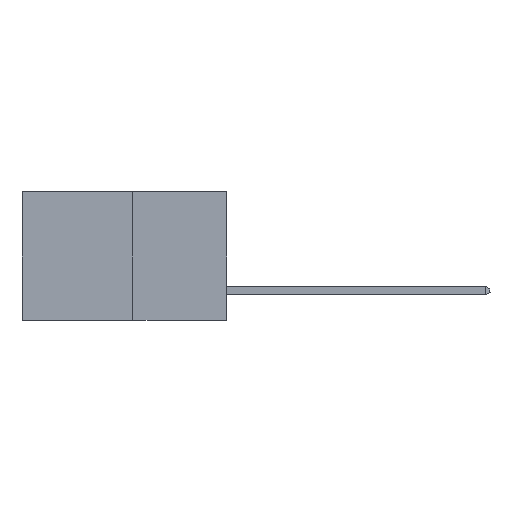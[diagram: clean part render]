
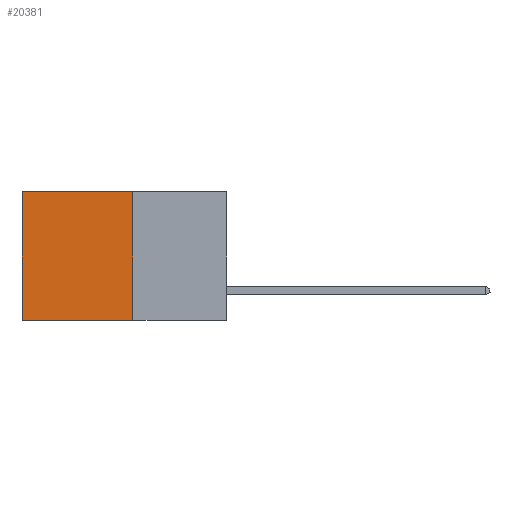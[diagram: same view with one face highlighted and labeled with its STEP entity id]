
A CAD part, left-side view. The second image highlights one B-rep face of the part: STEP entity #20381.
In plain terms, the highlighted planar face has unit normal (-1, 0, 0).
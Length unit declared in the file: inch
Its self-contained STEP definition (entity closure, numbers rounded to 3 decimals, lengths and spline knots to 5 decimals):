
#562 = FACE_OUTER_BOUND ( 'NONE', #7644, .T. ) ;
#2627 = DIRECTION ( 'NONE',  ( 0., 1., 0. ) ) ;
#3916 = CARTESIAN_POINT ( 'NONE',  ( 0.277, 0.27, 0. ) ) ;
#6245 = CARTESIAN_POINT ( 'NONE',  ( 0.277, 0.27, 0. ) ) ;
#7486 = EDGE_CURVE ( 'NONE', #21211, #13985, #25651, .T. ) ;
#7644 = EDGE_LOOP ( 'NONE', ( #24425, #11850, #14021, #11333 ) ) ;
#8605 = DIRECTION ( 'NONE',  ( 0., 0., -1. ) ) ;
#8793 = VERTEX_POINT ( 'NONE', #21888 ) ;
#9299 = LINE ( 'NONE', #23403, #25230 ) ;
#10264 = PLANE ( 'NONE',  #13685 ) ;
#11333 = ORIENTED_EDGE ( 'NONE', *, *, #7486, .T. ) ;
#11646 = EDGE_CURVE ( 'NONE', #21211, #8793, #9299, .T. ) ;
#11850 = ORIENTED_EDGE ( 'NONE', *, *, #12020, .F. ) ;
#12020 = EDGE_CURVE ( 'NONE', #8793, #17979, #27128, .T. ) ;
#12226 = VECTOR ( 'NONE', #8605, 39.37008 ) ;
#12407 = DIRECTION ( 'NONE',  ( 1., 0., 0. ) ) ;
#13094 = DIRECTION ( 'NONE',  ( 0., 0., -1. ) ) ;
#13426 = EDGE_CURVE ( 'NONE', #13985, #17979, #17065, .T. ) ;
#13685 = AXIS2_PLACEMENT_3D ( 'NONE', #20537, #12407, #26809 ) ;
#13985 = VERTEX_POINT ( 'NONE', #23108 ) ;
#14021 = ORIENTED_EDGE ( 'NONE', *, *, #11646, .F. ) ;
#15695 = CARTESIAN_POINT ( 'NONE',  ( 0.277, 0.59, -0.37 ) ) ;
#16185 = VECTOR ( 'NONE', #22661, 39.37008 ) ;
#17065 = LINE ( 'NONE', #21162, #12226 ) ;
#17979 = VERTEX_POINT ( 'NONE', #15695 ) ;
#19534 = VECTOR ( 'NONE', #2627, 39.37008 ) ;
#20381 = ADVANCED_FACE ( 'NONE', ( #562 ), #10264, .F. ) ;
#20537 = CARTESIAN_POINT ( 'NONE',  ( 0.277, 0.27, -0.37 ) ) ;
#20585 = CARTESIAN_POINT ( 'NONE',  ( 0.277, 0.27, -0.37 ) ) ;
#21162 = CARTESIAN_POINT ( 'NONE',  ( 0.277, 0.59, -0.37 ) ) ;
#21211 = VERTEX_POINT ( 'NONE', #6245 ) ;
#21888 = CARTESIAN_POINT ( 'NONE',  ( 0.277, 0.27, -0.37 ) ) ;
#22661 = DIRECTION ( 'NONE',  ( 0., 1., 0. ) ) ;
#23108 = CARTESIAN_POINT ( 'NONE',  ( 0.277, 0.59, 0. ) ) ;
#23403 = CARTESIAN_POINT ( 'NONE',  ( 0.277, 0.27, -0.37 ) ) ;
#24425 = ORIENTED_EDGE ( 'NONE', *, *, #13426, .T. ) ;
#25230 = VECTOR ( 'NONE', #13094, 39.37008 ) ;
#25651 = LINE ( 'NONE', #3916, #19534 ) ;
#26809 = DIRECTION ( 'NONE',  ( 0., 0., -1. ) ) ;
#27128 = LINE ( 'NONE', #20585, #16185 ) ;
